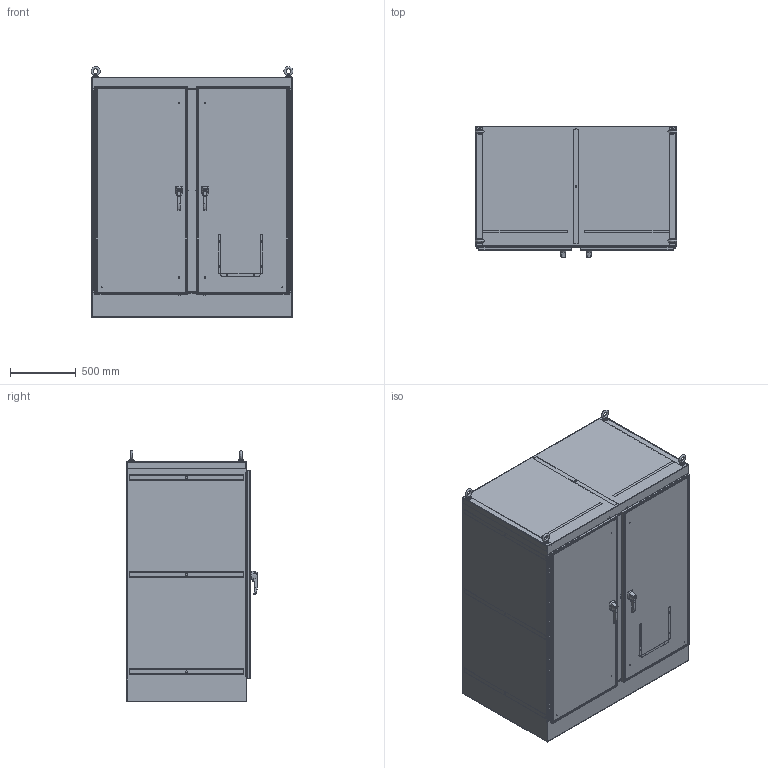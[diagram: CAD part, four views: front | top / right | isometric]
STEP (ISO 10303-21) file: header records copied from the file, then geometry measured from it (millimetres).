
FILE_DESCRIPTION (( 'STEP AP203' ), '1' );
FILE_NAME ('HN4FS726036SS.step', '2020-11-12T20:39:45', ( 'ADC123' ), ( 'Microsoft' ), 'SwSTEP 2.0', 'SolidWorks 2019', '' );
FILE_SCHEMA (( 'CONFIG_CONTROL_DESIGN' ));
Products named in the file (1): HN4FS726036SS
Bounding box: 1539.34 x 999.79 x 1911.13 mm (x, y, z)
Volume: 34414832 mm3; surface area: 28437790.2 mm2
Topology: 114 solids, 120 shells, 3025 faces, 7850 edges, 5106 vertices
Faces by surface type: plane 1591, cylinder 1174, cone 134, bspline 126
Full cylindrical faces by diameter (mm): 2.54 x2, 4.394 x2, 5.105 x6, 5.893 x2, 5.918 x2, 6.248 x6, 6.35 x18, 6.528 x8, 7.112 x8, 7.137 x8, 7.442 x6, 7.722 x20, 7.937 x4, 7.938 x12, 7.95 x4, 8.128 x2, 8.255 x2, 8.484 x2, 8.89 x2, 9.398 x4, 9.525 x2, 9.906 x8, 10.49 x4, 11.176 x4, 12.7 x8, 13.335 x2, 13.376 x4, 15.24 x2, 15.85 x4, 15.875 x8
Entity records: 109046 total; most frequent: CARTESIAN_POINT 35705, ORIENTED_EDGE 15110, DIRECTION 14903, EDGE_CURVE 7555, AXIS2_PLACEMENT_3D 5204, VERTEX_POINT 5078, VECTOR 4495, LINE 4495
